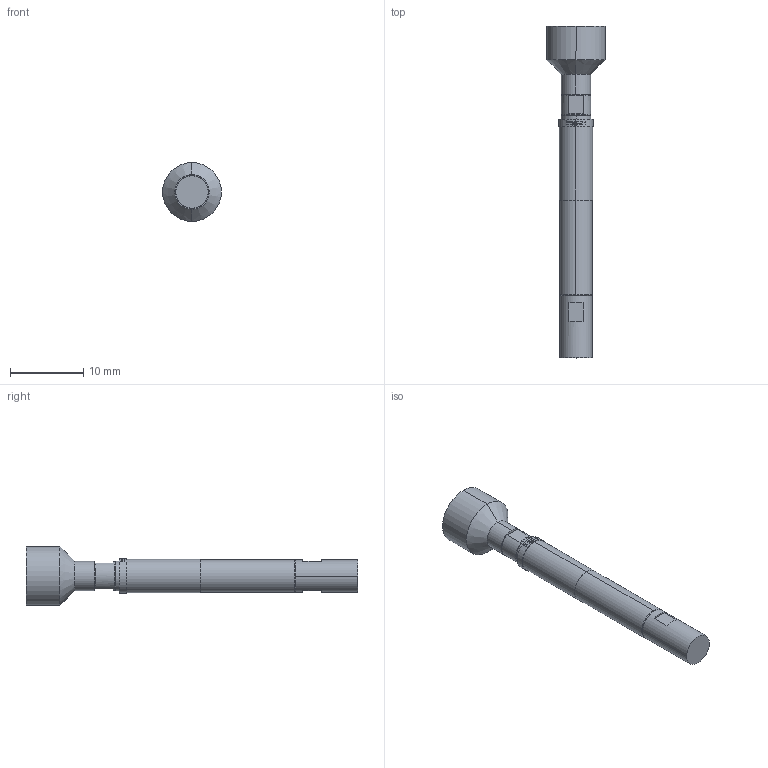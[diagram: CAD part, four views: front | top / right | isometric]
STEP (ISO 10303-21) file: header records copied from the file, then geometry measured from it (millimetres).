
FILE_DESCRIPTION (( 'STEP AP203' ), '1' );
FILE_NAME ('INGUN_HFS-860_303_150_A_xx43_ER.STEP', '2022-04-27T10:54:04', ( 'ochi' ), ( '' ), 'SwSTEP 2.0', 'SolidWorks 2018', '' );
FILE_SCHEMA (( 'CONFIG_CONTROL_DESIGN' ));
Length unit declared in the file: millimetre
Products named in the file (1): INGUN_HFS-860_303_150_A_xx43_ER
Bounding box: 8 x 45.2 x 8 mm (x, y, z)
Volume: 705.8 mm3; surface area: 899.3 mm2
Topology: 1 solids, 1 shells, 131 faces, 320 edges, 207 vertices
Faces by surface type: plane 49, bspline 35, cylinder 33, cone 12, torus 2
Entity records: 4843 total; most frequent: CARTESIAN_POINT 2104, ORIENTED_EDGE 636, DIRECTION 394, EDGE_CURVE 318, VERTEX_POINT 207, B_SPLINE_CURVE_WITH_KNOTS 190, AXIS2_PLACEMENT_3D 169, EDGE_LOOP 149
